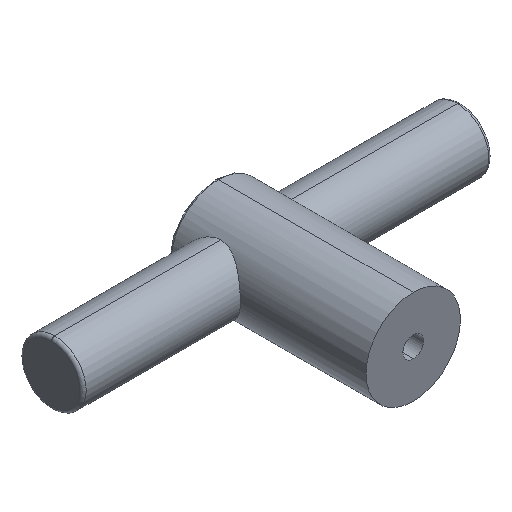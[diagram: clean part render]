
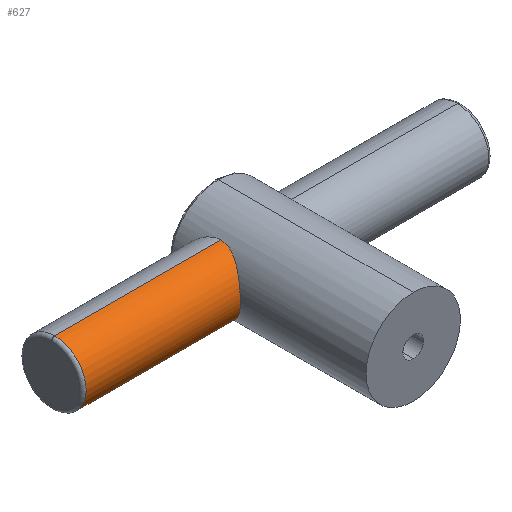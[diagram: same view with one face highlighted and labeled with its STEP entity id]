
A CAD part, isometric view. The second image highlights one B-rep face of the part: STEP entity #627.
In plain terms, the highlighted cylindrical face has radius 5 mm (diameter 10 mm), a partial arc.
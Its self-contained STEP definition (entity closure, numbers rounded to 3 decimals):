
#1 = CARTESIAN_POINT ( 'NONE',  ( -5.622, 24.324, 4.965 ) ) ;
#7 = CARTESIAN_POINT ( 'NONE',  ( -7.32, 20.274, 1.664 ) ) ;
#51 = EDGE_LOOP ( 'NONE', ( #940, #282, #189, #584 ) ) ;
#65 = CARTESIAN_POINT ( 'NONE',  ( -32., 25., 0. ) ) ;
#66 = CARTESIAN_POINT ( 'NONE',  ( -5.59, 25., -5. ) ) ;
#95 = CARTESIAN_POINT ( 'NONE',  ( -6.02, 22.749, -4.476 ) ) ;
#171 = CARTESIAN_POINT ( 'NONE',  ( -7.456, 20.067, -0.831 ) ) ;
#172 = AXIS2_PLACEMENT_3D ( 'NONE', #950, #552, #467 ) ;
#175 = CARTESIAN_POINT ( 'NONE',  ( -5.629, 24.321, -4.957 ) ) ;
#183 = CARTESIAN_POINT ( 'NONE',  ( -7.499, 20.001, 0.354 ) ) ;
#189 = ORIENTED_EDGE ( 'NONE', *, *, #1047, .T. ) ;
#239 = CARTESIAN_POINT ( 'NONE',  ( -6.728, 21.252, 3.325 ) ) ;
#247 = DIRECTION ( 'NONE',  ( 0., 0., -1. ) ) ;
#254 = CARTESIAN_POINT ( 'NONE',  ( -6.367, 21.944, -3.97 ) ) ;
#259 = CARTESIAN_POINT ( 'NONE',  ( -6.73, 21.247, -3.319 ) ) ;
#266 = CARTESIAN_POINT ( 'NONE',  ( -6.847, 21.044, -3.075 ) ) ;
#282 = ORIENTED_EDGE ( 'NONE', *, *, #933, .F. ) ;
#303 = CYLINDRICAL_SURFACE ( 'NONE', #172, 5. ) ;
#318 = CARTESIAN_POINT ( 'NONE',  ( 32.5, 25., -5. ) ) ;
#319 = VECTOR ( 'NONE', #971, 1000. ) ;
#322 = CARTESIAN_POINT ( 'NONE',  ( -6.13, 22.474, 4.327 ) ) ;
#340 = CARTESIAN_POINT ( 'NONE',  ( -7.5, 20., -0.157 ) ) ;
#345 = CARTESIAN_POINT ( 'NONE',  ( -5.59, 24.83, -5. ) ) ;
#398 = CARTESIAN_POINT ( 'NONE',  ( -5.59, 25., 5. ) ) ;
#425 = CARTESIAN_POINT ( 'NONE',  ( -5.651, 24.155, -4.931 ) ) ;
#430 = LINE ( 'NONE', #936, #784 ) ;
#437 = DIRECTION ( 'NONE',  ( -1., 0., 0. ) ) ;
#467 = DIRECTION ( 'NONE',  ( 0., 0., 1. ) ) ;
#486 = DIRECTION ( 'NONE',  ( 1., 0., 0. ) ) ;
#500 = CARTESIAN_POINT ( 'NONE',  ( -7.472, 20.042, -0.665 ) ) ;
#508 = CARTESIAN_POINT ( 'NONE',  ( -7.156, 20.531, 2.266 ) ) ;
#512 = CARTESIAN_POINT ( 'NONE',  ( -32., 25., 5. ) ) ;
#545 = VERTEX_POINT ( 'NONE', #653 ) ;
#552 = DIRECTION ( 'NONE',  ( -1., 0., 0. ) ) ;
#555 = VERTEX_POINT ( 'NONE', #66 ) ;
#570 = CARTESIAN_POINT ( 'NONE',  ( -6.846, 21.046, 3.076 ) ) ;
#584 = ORIENTED_EDGE ( 'NONE', *, *, #771, .T. ) ;
#585 = CARTESIAN_POINT ( 'NONE',  ( -5.59, 25., -5. ) ) ;
#590 = AXIS2_PLACEMENT_3D ( 'NONE', #65, #486, #247 ) ;
#591 = CARTESIAN_POINT ( 'NONE',  ( -7.06, 20.686, 2.548 ) ) ;
#599 = CARTESIAN_POINT ( 'NONE',  ( -5.823, 23.345, -4.729 ) ) ;
#627 = ADVANCED_FACE ( 'NONE', ( #878 ), #303, .T. ) ;
#652 = CARTESIAN_POINT ( 'NONE',  ( -6.366, 21.944, 3.971 ) ) ;
#653 = CARTESIAN_POINT ( 'NONE',  ( -32., 25., -5. ) ) ;
#664 = EDGE_CURVE ( 'NONE', #555, #545, #788, .T. ) ;
#665 = CARTESIAN_POINT ( 'NONE',  ( -7.39, 20.167, -1.324 ) ) ;
#669 = CARTESIAN_POINT ( 'NONE',  ( -7.161, 20.524, -2.253 ) ) ;
#701 = VERTEX_POINT ( 'NONE', #964 ) ;
#725 = CARTESIAN_POINT ( 'NONE',  ( -5.821, 23.353, 4.732 ) ) ;
#745 = CARTESIAN_POINT ( 'NONE',  ( -7.324, 20.268, -1.647 ) ) ;
#750 = CARTESIAN_POINT ( 'NONE',  ( -5.598, 24.658, -4.991 ) ) ;
#771 = EDGE_CURVE ( 'NONE', #1034, #545, #821, .T. ) ;
#784 = VECTOR ( 'NONE', #437, 1000. ) ;
#788 = LINE ( 'NONE', #318, #319 ) ;
#802 = CARTESIAN_POINT ( 'NONE',  ( -5.737, 23.672, 4.832 ) ) ;
#818 = CARTESIAN_POINT ( 'NONE',  ( -5.59, 24.657, 5. ) ) ;
#821 = CIRCLE ( 'NONE', #590, 5. ) ;
#831 = CARTESIAN_POINT ( 'NONE',  ( -7.495, 20.008, -0.329 ) ) ;
#878 = FACE_OUTER_BOUND ( 'NONE', #51, .T. ) ;
#909 = CARTESIAN_POINT ( 'NONE',  ( -7.063, 20.68, -2.539 ) ) ;
#913 = CARTESIAN_POINT ( 'NONE',  ( -5.738, 23.665, -4.83 ) ) ;
#919 = CARTESIAN_POINT ( 'NONE',  ( -7.387, 20.172, 1.341 ) ) ;
#933 = EDGE_CURVE ( 'NONE', #701, #555, #1050, .T. ) ;
#936 = CARTESIAN_POINT ( 'NONE',  ( 32.5, 25., 5. ) ) ;
#940 = ORIENTED_EDGE ( 'NONE', *, *, #664, .F. ) ;
#950 = CARTESIAN_POINT ( 'NONE',  ( 32.5, 25., 0. ) ) ;
#964 = CARTESIAN_POINT ( 'NONE',  ( -5.59, 25., 5. ) ) ;
#971 = DIRECTION ( 'NONE',  ( -1., 0., 0. ) ) ;
#976 = CARTESIAN_POINT ( 'NONE',  ( -6.488, 21.701, 3.77 ) ) ;
#991 = CARTESIAN_POINT ( 'NONE',  ( -6.491, 21.696, -3.766 ) ) ;
#996 = CARTESIAN_POINT ( 'NONE',  ( -7.476, 20.036, 0.688 ) ) ;
#1003 = CARTESIAN_POINT ( 'NONE',  ( -6.131, 22.47, -4.324 ) ) ;
#1034 = VERTEX_POINT ( 'NONE', #512 ) ;
#1047 = EDGE_CURVE ( 'NONE', #701, #1034, #430, .T. ) ;
#1050 = B_SPLINE_CURVE_WITH_KNOTS ( 'NONE', 3,
 ( #398, #818, #1, #802, #725, #1055, #322, #652, #976, #239, #570, #591, #508, #7, #919, #996, #183, #340, #831, #500, #171, #665, #745, #669, #909, #266, #259, #991, #254, #1003, #95, #599, #913, #425, #175, #750, #345, #585 ),
 .UNSPECIFIED., .F., .F.,
 ( 4, 2, 2, 2, 2, 2, 2, 2, 2, 2, 2, 2, 2, 2, 2, 2, 2, 2, 4 ),
 ( 0., 0.001, 0.002, 0.003, 0.004, 0.005, 0.006, 0.007, 0.008, 0.009, 0.009, 0.01, 0.011, 0.012, 0.013, 0.014, 0.015, 0.016, 0.016 ),
 .UNSPECIFIED. ) ;
#1055 = CARTESIAN_POINT ( 'NONE',  ( -6.017, 22.757, 4.48 ) ) ;
